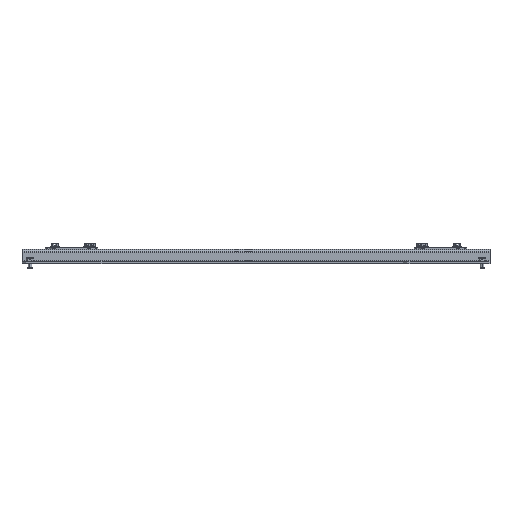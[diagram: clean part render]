
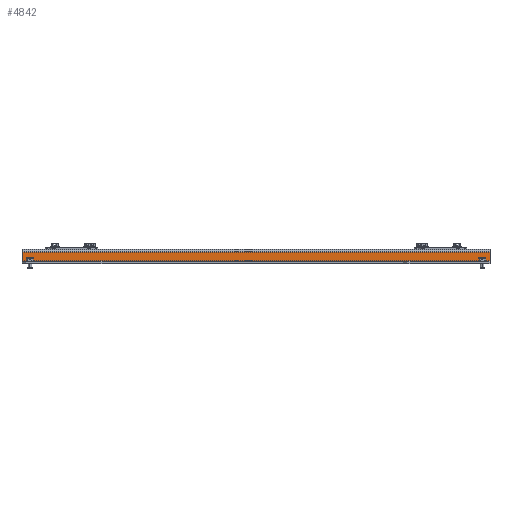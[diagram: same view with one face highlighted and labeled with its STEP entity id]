
A CAD part, front view. The second image highlights one B-rep face of the part: STEP entity #4842.
In plain terms, the highlighted planar face has unit normal (0, -1, 0).
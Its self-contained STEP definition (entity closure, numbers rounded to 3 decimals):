
#2797=FACE_OUTER_BOUND('',#16213,.T.);
#4842=ADVANCED_FACE('',(#2797),#6044,.F.);
#6044=PLANE('',#42905);
#8747=LINE('',#64881,#12096);
#8803=LINE('',#65003,#12152);
#8880=LINE('',#65181,#12229);
#8881=LINE('',#65183,#12230);
#12096=VECTOR('',#52669,1.);
#12152=VECTOR('',#52785,1.);
#12229=VECTOR('',#52966,1.);
#12230=VECTOR('',#52969,1.);
#16213=EDGE_LOOP('',(#25362,#25363,#25364,#25365));
#25362=ORIENTED_EDGE('',*,*,#36149,.T.);
#25363=ORIENTED_EDGE('',*,*,#36056,.T.);
#25364=ORIENTED_EDGE('',*,*,#35993,.T.);
#25365=ORIENTED_EDGE('',*,*,#36148,.F.);
#30915=VERTEX_POINT('',#64880);
#30916=VERTEX_POINT('',#64882);
#30950=VERTEX_POINT('',#65000);
#31000=VERTEX_POINT('',#65180);
#35993=EDGE_CURVE('',#30916,#30915,#8747,.T.);
#36056=EDGE_CURVE('',#30950,#30916,#8803,.T.);
#36148=EDGE_CURVE('',#31000,#30915,#8880,.T.);
#36149=EDGE_CURVE('',#31000,#30950,#8881,.T.);
#42905=AXIS2_PLACEMENT_3D('',#65184,#52970,#52971);
#52669=DIRECTION('',(1.,0.,0.));
#52785=DIRECTION('',(0.,0.,-1.));
#52966=DIRECTION('',(0.,0.,-1.));
#52969=DIRECTION('',(-1.,0.,0.));
#52970=DIRECTION('',(0.,1.,0.));
#52971=DIRECTION('',(0.,0.,1.));
#64880=CARTESIAN_POINT('',(354.33,-1299.972,-14.859));
#64881=CARTESIAN_POINT('',(-354.33,-1299.972,-14.859));
#64882=CARTESIAN_POINT('',(-354.33,-1299.972,-14.859));
#65000=CARTESIAN_POINT('',(-354.33,-1299.972,-1.549));
#65003=CARTESIAN_POINT('',(-354.33,-1299.972,-1.549));
#65180=CARTESIAN_POINT('',(354.33,-1299.972,-1.549));
#65181=CARTESIAN_POINT('',(354.33,-1299.972,-1.549));
#65183=CARTESIAN_POINT('',(354.33,-1299.972,-1.549));
#65184=CARTESIAN_POINT('',(354.33,-1299.972,-1.549));
